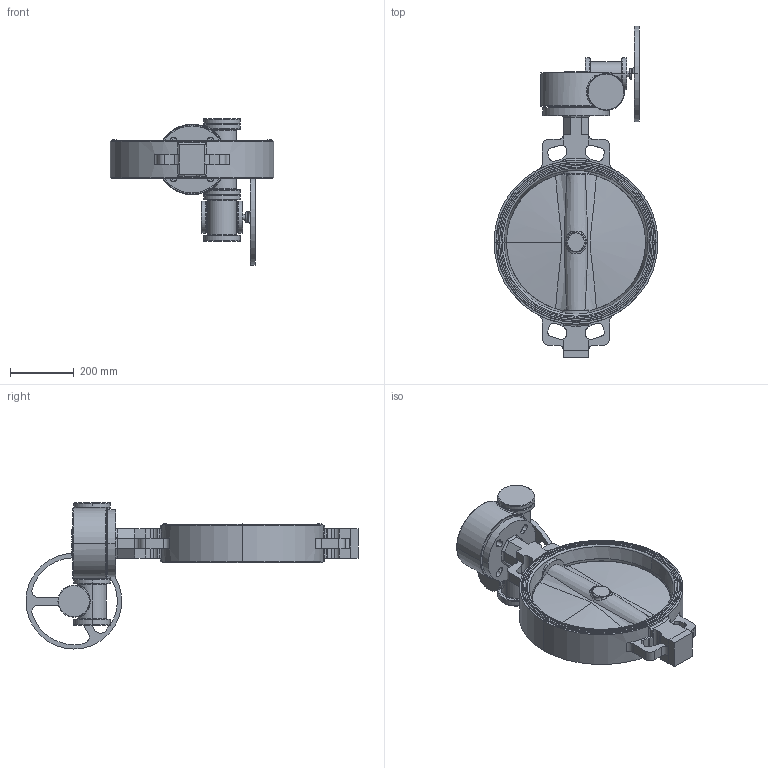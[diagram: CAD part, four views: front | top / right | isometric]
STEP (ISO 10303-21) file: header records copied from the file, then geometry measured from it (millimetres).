
FILE_DESCRIPTION (( 'STEP AP214' ), '1' );
FILE_NAME ('NS-1800-WAFER-GEAR.step', '2019-03-07T21:00:38', ( '' ), ( '' ), 'SwSTEP 2.0', 'SolidWorks 2019', '' );
FILE_SCHEMA (( 'AUTOMOTIVE_DESIGN' ));
Length unit declared in the file: inch
Products named in the file (1): NS-1800-WAFER-GEAR
Bounding box: 514 x 1040.62 x 458 mm (x, y, z)
Surface area: 1358547 mm2 (no closed solid volume)
Topology: 0 solids, 11 shells, 420 faces, 1206 edges, 778 vertices
Faces by surface type: cylinder 146, plane 111, torus 86, bspline 51, cone 22, sphere 4
Entity records: 35082 total; most frequent: CARTESIAN_POINT 19006, DIRECTION 2227, ORIENTED_EDGE 2183, EDGE_CURVE 1192, AXIS2_PLACEMENT_3D 924, VERTEX_POINT 776, CIRCLE 554, EDGE_LOOP 463
